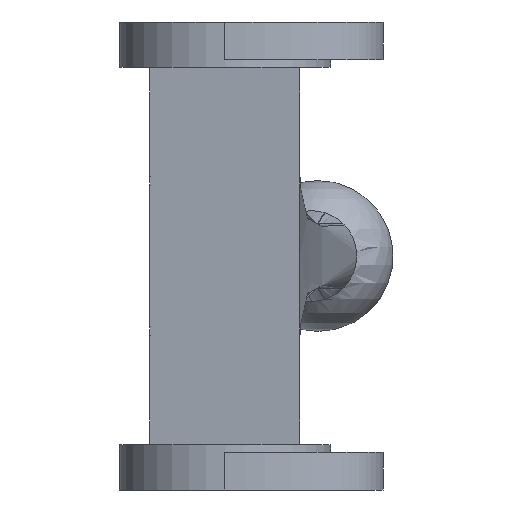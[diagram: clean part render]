
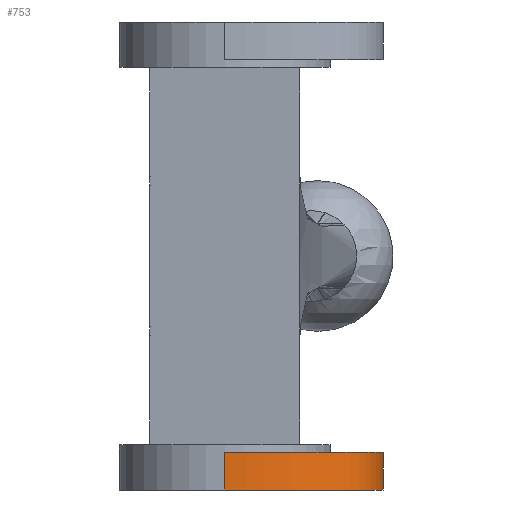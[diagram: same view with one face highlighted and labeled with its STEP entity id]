
A CAD part, left-side view. The second image highlights one B-rep face of the part: STEP entity #753.
In plain terms, the highlighted face is a extrusion surface.
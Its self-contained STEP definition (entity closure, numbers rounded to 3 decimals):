
#32 = CYLINDRICAL_SURFACE('',#33,14.);
#33 = AXIS2_PLACEMENT_3D('',#34,#35,#36);
#34 = CARTESIAN_POINT('',(0.,0.,-31.));
#35 = DIRECTION('',(-0.,0.,-1.));
#36 = DIRECTION('',(0.,1.,0.));
#76 = PLANE('',#77);
#77 = AXIS2_PLACEMENT_3D('',#78,#79,#80);
#78 = CARTESIAN_POINT('',(37.415,-0.976,-26.));
#79 = DIRECTION('',(0.,0.,1.));
#80 = DIRECTION('',(1.,0.,0.));
#140 = VERTEX_POINT('',#141);
#141 = CARTESIAN_POINT('',(-14.,0.,-26.));
#163 = EDGE_CURVE('',#164,#140,#166,.T.);
#164 = VERTEX_POINT('',#165);
#165 = CARTESIAN_POINT('',(-14.,0.,-31.));
#166 = SURFACE_CURVE('',#167,(#171,#178),.PCURVE_S1.);
#167 = LINE('',#168,#169);
#168 = CARTESIAN_POINT('',(-14.,0.,-31.));
#169 = VECTOR('',#170,1.);
#170 = DIRECTION('',(0.,0.,1.));
#171 = PCURVE('',#32,#172);
#172 = DEFINITIONAL_REPRESENTATION('',(#173),#177);
#173 = LINE('',#174,#175);
#174 = CARTESIAN_POINT('',(-1.571,0.));
#175 = VECTOR('',#176,1.);
#176 = DIRECTION('',(-0.,-1.));
#177 = ( GEOMETRIC_REPRESENTATION_CONTEXT(2) 
PARAMETRIC_REPRESENTATION_CONTEXT() REPRESENTATION_CONTEXT('2D SPACE',''
  ) );
#178 = PCURVE('',#179,#189);
#179 = SURFACE_OF_LINEAR_EXTRUSION('',#180,#187);
#180 = B_SPLINE_CURVE_WITH_KNOTS('',3,(#181,#182,#183,#184,#185,#186),
  .UNSPECIFIED.,.F.,.F.,(4,2,4),(0.,27.313,52.552),
  .UNSPECIFIED.);
#181 = CARTESIAN_POINT('',(25.,-10.,-31.));
#182 = CARTESIAN_POINT('',(5.451,-10.,-31.));
#183 = CARTESIAN_POINT('',(8.803,-21.,-31.));
#184 = CARTESIAN_POINT('',(-8.135,-21.,-31.));
#185 = CARTESIAN_POINT('',(-14.,-15.199,-31.));
#186 = CARTESIAN_POINT('',(-14.,0.,-31.));
#187 = VECTOR('',#188,1.);
#188 = DIRECTION('',(-0.,-0.,-1.));
#189 = DEFINITIONAL_REPRESENTATION('',(#190),#194);
#190 = LINE('',#191,#192);
#191 = CARTESIAN_POINT('',(52.552,0.));
#192 = VECTOR('',#193,1.);
#193 = DIRECTION('',(0.,-1.));
#194 = ( GEOMETRIC_REPRESENTATION_CONTEXT(2) 
PARAMETRIC_REPRESENTATION_CONTEXT() REPRESENTATION_CONTEXT('2D SPACE',''
  ) );
#211 = PLANE('',#212);
#212 = AXIS2_PLACEMENT_3D('',#213,#214,#215);
#213 = CARTESIAN_POINT('',(37.415,-0.976,-31.));
#214 = DIRECTION('',(0.,0.,1.));
#215 = DIRECTION('',(1.,0.,0.));
#309 = EDGE_CURVE('',#310,#140,#312,.T.);
#310 = VERTEX_POINT('',#311);
#311 = CARTESIAN_POINT('',(25.,-10.,-26.));
#312 = SURFACE_CURVE('',#313,(#320,#330),.PCURVE_S1.);
#313 = B_SPLINE_CURVE_WITH_KNOTS('',3,(#314,#315,#316,#317,#318,#319),
  .UNSPECIFIED.,.F.,.F.,(4,2,4),(0.,27.313,52.552),
  .UNSPECIFIED.);
#314 = CARTESIAN_POINT('',(25.,-10.,-26.));
#315 = CARTESIAN_POINT('',(5.451,-10.,-26.));
#316 = CARTESIAN_POINT('',(8.803,-21.,-26.));
#317 = CARTESIAN_POINT('',(-8.135,-21.,-26.));
#318 = CARTESIAN_POINT('',(-14.,-15.199,-26.));
#319 = CARTESIAN_POINT('',(-14.,0.,-26.));
#320 = PCURVE('',#76,#321);
#321 = DEFINITIONAL_REPRESENTATION('',(#322),#329);
#322 = B_SPLINE_CURVE_WITH_KNOTS('',3,(#323,#324,#325,#326,#327,#328),
  .UNSPECIFIED.,.F.,.F.,(4,2,4),(0.,27.313,52.552),
  .UNSPECIFIED.);
#323 = CARTESIAN_POINT('',(-12.415,-9.024));
#324 = CARTESIAN_POINT('',(-31.964,-9.024));
#325 = CARTESIAN_POINT('',(-28.611,-20.024));
#326 = CARTESIAN_POINT('',(-45.549,-20.024));
#327 = CARTESIAN_POINT('',(-51.415,-14.223));
#328 = CARTESIAN_POINT('',(-51.415,0.976));
#329 = ( GEOMETRIC_REPRESENTATION_CONTEXT(2) 
PARAMETRIC_REPRESENTATION_CONTEXT() REPRESENTATION_CONTEXT('2D SPACE',''
  ) );
#330 = PCURVE('',#179,#331);
#331 = DEFINITIONAL_REPRESENTATION('',(#332),#336);
#332 = LINE('',#333,#334);
#333 = CARTESIAN_POINT('',(0.,-5.));
#334 = VECTOR('',#335,1.);
#335 = DIRECTION('',(1.,0.));
#336 = ( GEOMETRIC_REPRESENTATION_CONTEXT(2) 
PARAMETRIC_REPRESENTATION_CONTEXT() REPRESENTATION_CONTEXT('2D SPACE',''
  ) );
#354 = PLANE('',#355);
#355 = AXIS2_PLACEMENT_3D('',#356,#357,#358);
#356 = CARTESIAN_POINT('',(88.949,-10.,-31.));
#357 = DIRECTION('',(0.,-1.,0.));
#358 = DIRECTION('',(-1.,0.,0.));
#753 = ADVANCED_FACE('',(#754),#179,.T.);
#754 = FACE_BOUND('',#755,.T.);
#755 = EDGE_LOOP('',(#756,#757,#786,#807));
#756 = ORIENTED_EDGE('',*,*,#163,.F.);
#757 = ORIENTED_EDGE('',*,*,#758,.F.);
#758 = EDGE_CURVE('',#759,#164,#761,.T.);
#759 = VERTEX_POINT('',#760);
#760 = CARTESIAN_POINT('',(25.,-10.,-31.));
#761 = SURFACE_CURVE('',#762,(#769,#776),.PCURVE_S1.);
#762 = B_SPLINE_CURVE_WITH_KNOTS('',3,(#763,#764,#765,#766,#767,#768),
  .UNSPECIFIED.,.F.,.F.,(4,2,4),(0.,27.313,52.552),
  .UNSPECIFIED.);
#763 = CARTESIAN_POINT('',(25.,-10.,-31.));
#764 = CARTESIAN_POINT('',(5.451,-10.,-31.));
#765 = CARTESIAN_POINT('',(8.803,-21.,-31.));
#766 = CARTESIAN_POINT('',(-8.135,-21.,-31.));
#767 = CARTESIAN_POINT('',(-14.,-15.199,-31.));
#768 = CARTESIAN_POINT('',(-14.,0.,-31.));
#769 = PCURVE('',#179,#770);
#770 = DEFINITIONAL_REPRESENTATION('',(#771),#775);
#771 = LINE('',#772,#773);
#772 = CARTESIAN_POINT('',(0.,0.));
#773 = VECTOR('',#774,1.);
#774 = DIRECTION('',(1.,0.));
#775 = ( GEOMETRIC_REPRESENTATION_CONTEXT(2) 
PARAMETRIC_REPRESENTATION_CONTEXT() REPRESENTATION_CONTEXT('2D SPACE',''
  ) );
#776 = PCURVE('',#211,#777);
#777 = DEFINITIONAL_REPRESENTATION('',(#778),#785);
#778 = B_SPLINE_CURVE_WITH_KNOTS('',3,(#779,#780,#781,#782,#783,#784),
  .UNSPECIFIED.,.F.,.F.,(4,2,4),(0.,27.313,52.552),
  .UNSPECIFIED.);
#779 = CARTESIAN_POINT('',(-12.415,-9.024));
#780 = CARTESIAN_POINT('',(-31.964,-9.024));
#781 = CARTESIAN_POINT('',(-28.611,-20.024));
#782 = CARTESIAN_POINT('',(-45.549,-20.024));
#783 = CARTESIAN_POINT('',(-51.415,-14.223));
#784 = CARTESIAN_POINT('',(-51.415,0.976));
#785 = ( GEOMETRIC_REPRESENTATION_CONTEXT(2) 
PARAMETRIC_REPRESENTATION_CONTEXT() REPRESENTATION_CONTEXT('2D SPACE',''
  ) );
#786 = ORIENTED_EDGE('',*,*,#787,.T.);
#787 = EDGE_CURVE('',#759,#310,#788,.T.);
#788 = SURFACE_CURVE('',#789,(#793,#800),.PCURVE_S1.);
#789 = LINE('',#790,#791);
#790 = CARTESIAN_POINT('',(25.,-10.,-31.));
#791 = VECTOR('',#792,1.);
#792 = DIRECTION('',(0.,0.,1.));
#793 = PCURVE('',#179,#794);
#794 = DEFINITIONAL_REPRESENTATION('',(#795),#799);
#795 = LINE('',#796,#797);
#796 = CARTESIAN_POINT('',(0.,0.));
#797 = VECTOR('',#798,1.);
#798 = DIRECTION('',(0.,-1.));
#799 = ( GEOMETRIC_REPRESENTATION_CONTEXT(2) 
PARAMETRIC_REPRESENTATION_CONTEXT() REPRESENTATION_CONTEXT('2D SPACE',''
  ) );
#800 = PCURVE('',#354,#801);
#801 = DEFINITIONAL_REPRESENTATION('',(#802),#806);
#802 = LINE('',#803,#804);
#803 = CARTESIAN_POINT('',(63.949,0.));
#804 = VECTOR('',#805,1.);
#805 = DIRECTION('',(0.,-1.));
#806 = ( GEOMETRIC_REPRESENTATION_CONTEXT(2) 
PARAMETRIC_REPRESENTATION_CONTEXT() REPRESENTATION_CONTEXT('2D SPACE',''
  ) );
#807 = ORIENTED_EDGE('',*,*,#309,.T.);
